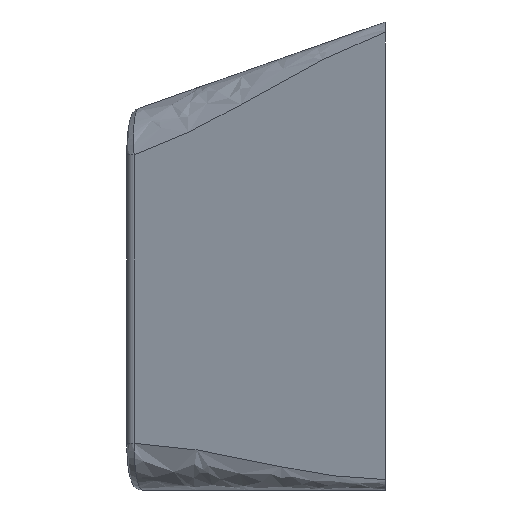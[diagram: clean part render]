
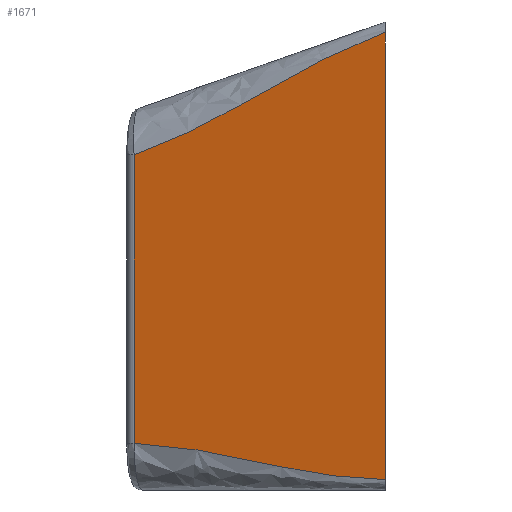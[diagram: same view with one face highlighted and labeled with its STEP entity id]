
A CAD part, left-side view. The second image highlights one B-rep face of the part: STEP entity #1671.
In plain terms, the highlighted planar face has unit normal (-0.958, 0.287, 0).
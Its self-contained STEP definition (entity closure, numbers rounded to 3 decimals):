
#1362=EDGE_CURVE('',#1363,#1365,#1367,.F.);
#1363=VERTEX_POINT('',#1364);
#1364=CARTESIAN_POINT('',(0.0,0.0,-0.384));
#1365=VERTEX_POINT('',#1366);
#1366=CARTESIAN_POINT('',(0.0,0.0,-17.6));
#1367=LINE('',#1368,#1369);
#1368=CARTESIAN_POINT('',(0.0,0.0,0.0));
#1369=VECTOR('',#1370,1.0);
#1370=DIRECTION('',(0.0,0.0,1.0));
#1671=ADVANCED_FACE('',(#1672),#1711,.F.);
#1672=FACE_BOUND('',#1673,.T.);
#1673=EDGE_LOOP('',(#1674,#1689,#1697,#1710));
#1674=ORIENTED_EDGE('',*,*,#1675,.T.);
#1675=EDGE_CURVE('',#1363,#1676,#1678,.T.);
#1676=VERTEX_POINT('',#1677);
#1677=CARTESIAN_POINT('',(2.899,9.664,-5.108));
#1678=B_SPLINE_CURVE_WITH_KNOTS('',3,(#1679,#1680,#1681,#1682,#1683,#1684,#1685,#1686,#1687,#1688),.UNSPECIFIED.,.F.,.U.,(4,3,3,4),(-0.023,0.0,0.011,0.035),.UNSPECIFIED.);
#1679=CARTESIAN_POINT('',(-6.332,-21.107,7.004));
#1680=CARTESIAN_POINT('',(-4.233,-14.108,4.554));
#1681=CARTESIAN_POINT('',(-2.133,-7.11,2.105));
#1682=CARTESIAN_POINT('',(-0.033,-0.111,-0.345));
#1683=CARTESIAN_POINT('',(0.967,3.223,-1.511));
#1684=CARTESIAN_POINT('',(1.851,6.168,-3.885));
#1685=CARTESIAN_POINT('',(2.851,9.502,-5.052));
#1686=CARTESIAN_POINT('',(5.0,16.667,-7.559));
#1687=CARTESIAN_POINT('',(7.149,23.832,-10.067));
#1688=CARTESIAN_POINT('',(9.299,30.996,-12.575));
#1689=ORIENTED_EDGE('',*,*,#1690,.T.);
#1690=EDGE_CURVE('',#1676,#1691,#1693,.T.);
#1691=VERTEX_POINT('',#1692);
#1692=CARTESIAN_POINT('',(2.899,9.664,-16.205));
#1693=LINE('',#1694,#1695);
#1694=CARTESIAN_POINT('',(2.899,9.664,0.0));
#1695=VECTOR('',#1696,1.0);
#1696=DIRECTION('',(0.0,0.0,-1.0));
#1697=ORIENTED_EDGE('',*,*,#1698,.T.);
#1698=EDGE_CURVE('',#1691,#1365,#1699,.T.);
#1699=B_SPLINE_CURVE_WITH_KNOTS('',3,(#1700,#1701,#1702,#1703,#1704,#1705,#1706,#1707,#1708,#1709),.UNSPECIFIED.,.F.,.U.,(4,3,3,4),(-0.032,-0.01,0.0,0.021),.UNSPECIFIED.);
#1700=CARTESIAN_POINT('',(9.235,30.783,-16.2));
#1701=CARTESIAN_POINT('',(7.157,23.855,-16.2));
#1702=CARTESIAN_POINT('',(5.078,16.928,-16.2));
#1703=CARTESIAN_POINT('',(3.0,10.0,-16.2));
#1704=CARTESIAN_POINT('',(2.0,6.667,-16.2));
#1705=CARTESIAN_POINT('',(1.0,3.333,-17.6));
#1706=CARTESIAN_POINT('',(0.,0.,-17.6));
#1707=CARTESIAN_POINT('',(-2.052,-6.841,-17.6));
#1708=CARTESIAN_POINT('',(-4.104,-13.681,-17.6));
#1709=CARTESIAN_POINT('',(-6.157,-20.522,-17.6));
#1710=ORIENTED_EDGE('',*,*,#1362,.F.);
#1711=PLANE('',#1712);
#1712=AXIS2_PLACEMENT_3D('',#1713,#1714,#1715);
#1713=CARTESIAN_POINT('',(0.,0.,0.0));
#1714=DIRECTION('',(0.958,-0.287,0.0));
#1715=DIRECTION('',(0.287,0.958,0.0));
